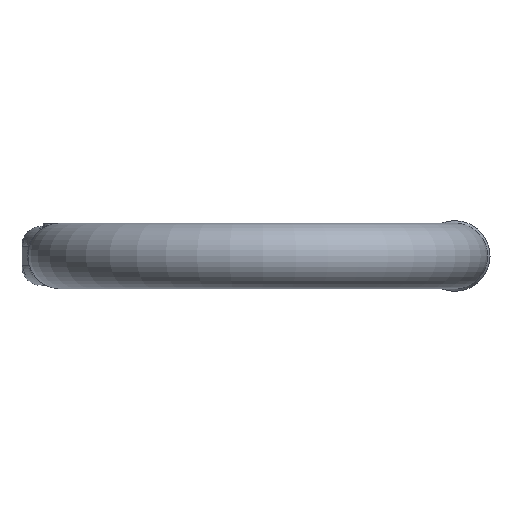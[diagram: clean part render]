
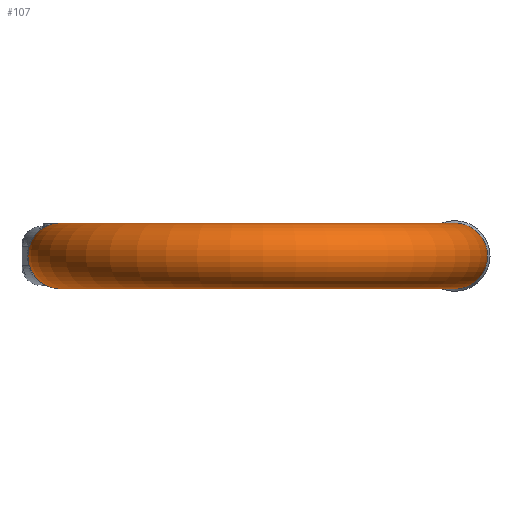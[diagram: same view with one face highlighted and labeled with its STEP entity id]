
A CAD part, front view. The second image highlights one B-rep face of the part: STEP entity #107.
In plain terms, the highlighted toroidal (fillet/blend) face has major radius 30 mm and minor radius 5 mm.
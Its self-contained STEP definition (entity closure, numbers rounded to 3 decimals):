
#76=TOROIDAL_SURFACE('',#13827,30.,5.);
#107=ADVANCED_FACE('',(#2260,#2261),#76,.T.);
#2121=CIRCLE('',#13818,5.);
#2123=CIRCLE('',#13824,5.);
#2260=FACE_BOUND('',#2304,.T.);
#2261=FACE_BOUND('',#2305,.T.);
#2304=EDGE_LOOP('',(#3527));
#2305=EDGE_LOOP('',(#3528));
#3527=ORIENTED_EDGE('',*,*,#8710,.T.);
#3528=ORIENTED_EDGE('',*,*,#8724,.F.);
#7417=VERTEX_POINT('',#19059);
#7431=VERTEX_POINT('',#19235);
#8710=EDGE_CURVE('',#7417,#7417,#2121,.T.);
#8724=EDGE_CURVE('',#7431,#7431,#2123,.T.);
#13818=AXIS2_PLACEMENT_3D('',#19058,#15020,#15021);
#13824=AXIS2_PLACEMENT_3D('',#19234,#15032,#15033);
#13827=AXIS2_PLACEMENT_3D('',#19239,#15038,#15039);
#15020=DIRECTION('',(0.,-1.,0.));
#15021=DIRECTION('',(1.,0.,0.));
#15032=DIRECTION('',(0.,1.,0.));
#15033=DIRECTION('',(-1.,0.,0.));
#15038=DIRECTION('',(0.,0.,1.));
#15039=DIRECTION('',(1.,0.,0.));
#19058=CARTESIAN_POINT('',(-30.,-15.,0.));
#19059=CARTESIAN_POINT('',(-25.,-15.,0.));
#19234=CARTESIAN_POINT('',(30.,-15.,0.));
#19235=CARTESIAN_POINT('',(25.,-15.,0.));
#19239=CARTESIAN_POINT('',(0.,-15.,0.));
